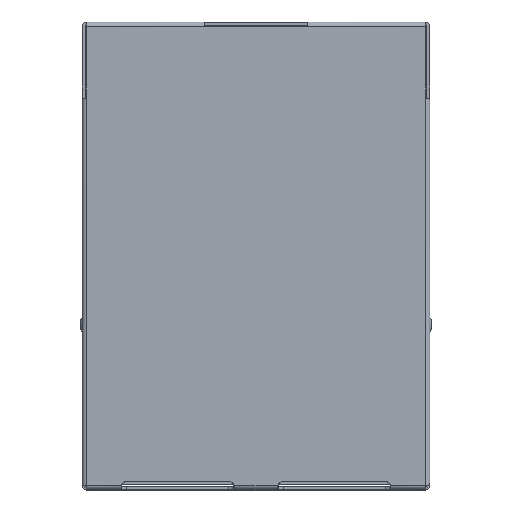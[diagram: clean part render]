
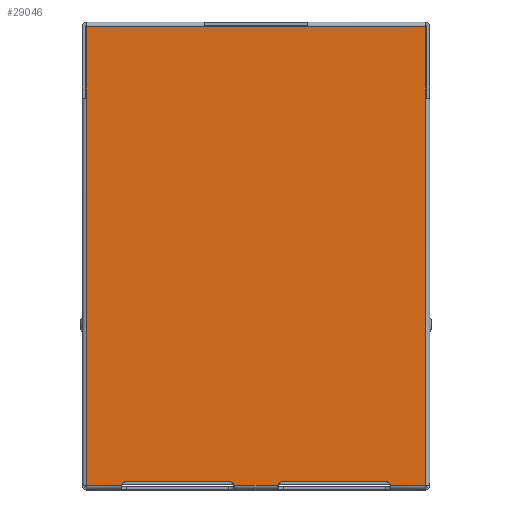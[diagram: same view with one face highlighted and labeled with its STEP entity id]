
A CAD part, top view. The second image highlights one B-rep face of the part: STEP entity #29046.
In plain terms, the highlighted planar face has unit normal (0, 0, 1).
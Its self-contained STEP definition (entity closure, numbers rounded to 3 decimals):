
#28696 = VERTEX_POINT('',#28697);
#28697 = CARTESIAN_POINT('',(-2.325,10.55,13.596));
#28703 = EDGE_CURVE('',#28704,#28696,#28706,.T.);
#28704 = VERTEX_POINT('',#28705);
#28705 = CARTESIAN_POINT('',(2.325,10.55,13.596));
#28706 = LINE('',#28707,#28708);
#28707 = CARTESIAN_POINT('',(2.375,10.55,13.596));
#28708 = VECTOR('',#28709,1.);
#28709 = DIRECTION('',(-1.,0.,0.));
#28725 = EDGE_CURVE('',#28726,#28728,#28730,.T.);
#28726 = VERTEX_POINT('',#28727);
#28727 = CARTESIAN_POINT('',(-7.8,10.55,13.596));
#28728 = VERTEX_POINT('',#28729);
#28729 = CARTESIAN_POINT('',(-7.8,7.25,13.596));
#28730 = LINE('',#28731,#28732);
#28731 = CARTESIAN_POINT('',(-7.8,10.75,13.596));
#28732 = VECTOR('',#28733,1.);
#28733 = DIRECTION('',(0.,-1.,0.));
#28906 = VERTEX_POINT('',#28907);
#28907 = CARTESIAN_POINT('',(-7.8,-10.55,13.596));
#28946 = VERTEX_POINT('',#28947);
#28947 = CARTESIAN_POINT('',(1.25,-10.378,13.596));
#28955 = VERTEX_POINT('',#28956);
#28956 = CARTESIAN_POINT('',(1.013,-10.55,13.596));
#28962 = EDGE_CURVE('',#28946,#28955,#28963,.T.);
#28963 = CIRCLE('',#28964,0.25);
#28964 = AXIS2_PLACEMENT_3D('',#28965,#28966,#28967);
#28965 = CARTESIAN_POINT('',(1.25,-10.628,13.596));
#28966 = DIRECTION('',(0.,0.,1.));
#28967 = DIRECTION('',(1.,0.,0.));
#28978 = VERTEX_POINT('',#28979);
#28979 = CARTESIAN_POINT('',(-5.95,-10.378,13.596));
#28987 = VERTEX_POINT('',#28988);
#28988 = CARTESIAN_POINT('',(-6.187,-10.55,13.596));
#28995 = EDGE_CURVE('',#28987,#28978,#28996,.T.);
#28996 = CIRCLE('',#28997,0.25);
#28997 = AXIS2_PLACEMENT_3D('',#28998,#28999,#29000);
#28998 = CARTESIAN_POINT('',(-5.95,-10.628,13.596));
#28999 = DIRECTION('',(0.,0.,-1.));
#29000 = DIRECTION('',(1.,0.,0.));
#29020 = VERTEX_POINT('',#29021);
#29021 = CARTESIAN_POINT('',(7.8,10.55,13.596));
#29028 = EDGE_CURVE('',#29020,#29029,#29031,.T.);
#29029 = VERTEX_POINT('',#29030);
#29030 = CARTESIAN_POINT('',(7.8,7.25,13.596));
#29031 = LINE('',#29032,#29033);
#29032 = CARTESIAN_POINT('',(7.8,10.75,13.596));
#29033 = VECTOR('',#29034,1.);
#29034 = DIRECTION('',(0.,-1.,0.));
#29046 = ADVANCED_FACE('',(#29047),#29132,.T.);
#29047 = FACE_BOUND('',#29048,.T.);
#29048 = EDGE_LOOP('',(#29049,#29055,#29056,#29064,#29073,#29079,#29080,
    #29088,#29097,#29105,#29111,#29112,#29118,#29119,#29125,#29126));
#29049 = ORIENTED_EDGE('',*,*,#29050,.T.);
#29050 = EDGE_CURVE('',#28906,#28987,#29051,.T.);
#29051 = LINE('',#29052,#29053);
#29052 = CARTESIAN_POINT('',(-7.8,-10.55,13.596));
#29053 = VECTOR('',#29054,1.);
#29054 = DIRECTION('',(1.,0.,0.));
#29055 = ORIENTED_EDGE('',*,*,#28995,.T.);
#29056 = ORIENTED_EDGE('',*,*,#29057,.T.);
#29057 = EDGE_CURVE('',#28978,#29058,#29060,.T.);
#29058 = VERTEX_POINT('',#29059);
#29059 = CARTESIAN_POINT('',(-1.25,-10.378,13.596));
#29060 = LINE('',#29061,#29062);
#29061 = CARTESIAN_POINT('',(-5.95,-10.378,13.596));
#29062 = VECTOR('',#29063,1.);
#29063 = DIRECTION('',(1.,0.,0.));
#29064 = ORIENTED_EDGE('',*,*,#29065,.T.);
#29065 = EDGE_CURVE('',#29058,#29066,#29068,.T.);
#29066 = VERTEX_POINT('',#29067);
#29067 = CARTESIAN_POINT('',(-1.013,-10.55,13.596));
#29068 = CIRCLE('',#29069,0.25);
#29069 = AXIS2_PLACEMENT_3D('',#29070,#29071,#29072);
#29070 = CARTESIAN_POINT('',(-1.25,-10.628,13.596));
#29071 = DIRECTION('',(0.,0.,-1.));
#29072 = DIRECTION('',(-1.,0.,0.));
#29073 = ORIENTED_EDGE('',*,*,#29074,.T.);
#29074 = EDGE_CURVE('',#29066,#28955,#29075,.T.);
#29075 = LINE('',#29076,#29077);
#29076 = CARTESIAN_POINT('',(-7.8,-10.55,13.596));
#29077 = VECTOR('',#29078,1.);
#29078 = DIRECTION('',(1.,0.,0.));
#29079 = ORIENTED_EDGE('',*,*,#28962,.F.);
#29080 = ORIENTED_EDGE('',*,*,#29081,.F.);
#29081 = EDGE_CURVE('',#29082,#28946,#29084,.T.);
#29082 = VERTEX_POINT('',#29083);
#29083 = CARTESIAN_POINT('',(5.95,-10.378,13.596));
#29084 = LINE('',#29085,#29086);
#29085 = CARTESIAN_POINT('',(5.95,-10.378,13.596));
#29086 = VECTOR('',#29087,1.);
#29087 = DIRECTION('',(-1.,0.,0.));
#29088 = ORIENTED_EDGE('',*,*,#29089,.F.);
#29089 = EDGE_CURVE('',#29090,#29082,#29092,.T.);
#29090 = VERTEX_POINT('',#29091);
#29091 = CARTESIAN_POINT('',(6.187,-10.55,13.596));
#29092 = CIRCLE('',#29093,0.25);
#29093 = AXIS2_PLACEMENT_3D('',#29094,#29095,#29096);
#29094 = CARTESIAN_POINT('',(5.95,-10.628,13.596));
#29095 = DIRECTION('',(0.,0.,1.));
#29096 = DIRECTION('',(-1.,0.,0.));
#29097 = ORIENTED_EDGE('',*,*,#29098,.T.);
#29098 = EDGE_CURVE('',#29090,#29099,#29101,.T.);
#29099 = VERTEX_POINT('',#29100);
#29100 = CARTESIAN_POINT('',(7.8,-10.55,13.596));
#29101 = LINE('',#29102,#29103);
#29102 = CARTESIAN_POINT('',(-7.8,-10.55,13.596));
#29103 = VECTOR('',#29104,1.);
#29104 = DIRECTION('',(1.,0.,0.));
#29105 = ORIENTED_EDGE('',*,*,#29106,.T.);
#29106 = EDGE_CURVE('',#29099,#29029,#29107,.T.);
#29107 = LINE('',#29108,#29109);
#29108 = CARTESIAN_POINT('',(7.8,-10.55,13.596));
#29109 = VECTOR('',#29110,1.);
#29110 = DIRECTION('',(0.,1.,0.));
#29111 = ORIENTED_EDGE('',*,*,#29028,.F.);
#29112 = ORIENTED_EDGE('',*,*,#29113,.F.);
#29113 = EDGE_CURVE('',#28704,#29020,#29114,.T.);
#29114 = LINE('',#29115,#29116);
#29115 = CARTESIAN_POINT('',(-7.8,10.55,13.596));
#29116 = VECTOR('',#29117,1.);
#29117 = DIRECTION('',(1.,0.,0.));
#29118 = ORIENTED_EDGE('',*,*,#28703,.T.);
#29119 = ORIENTED_EDGE('',*,*,#29120,.F.);
#29120 = EDGE_CURVE('',#28726,#28696,#29121,.T.);
#29121 = LINE('',#29122,#29123);
#29122 = CARTESIAN_POINT('',(-7.8,10.55,13.596));
#29123 = VECTOR('',#29124,1.);
#29124 = DIRECTION('',(1.,0.,0.));
#29125 = ORIENTED_EDGE('',*,*,#28725,.T.);
#29126 = ORIENTED_EDGE('',*,*,#29127,.T.);
#29127 = EDGE_CURVE('',#28728,#28906,#29128,.T.);
#29128 = LINE('',#29129,#29130);
#29129 = CARTESIAN_POINT('',(-7.8,7.25,13.596));
#29130 = VECTOR('',#29131,1.);
#29131 = DIRECTION('',(0.,-1.,0.));
#29132 = PLANE('',#29133);
#29133 = AXIS2_PLACEMENT_3D('',#29134,#29135,#29136);
#29134 = CARTESIAN_POINT('',(-7.8,10.75,13.596));
#29135 = DIRECTION('',(0.,0.,1.));
#29136 = DIRECTION('',(0.,1.,0.));
